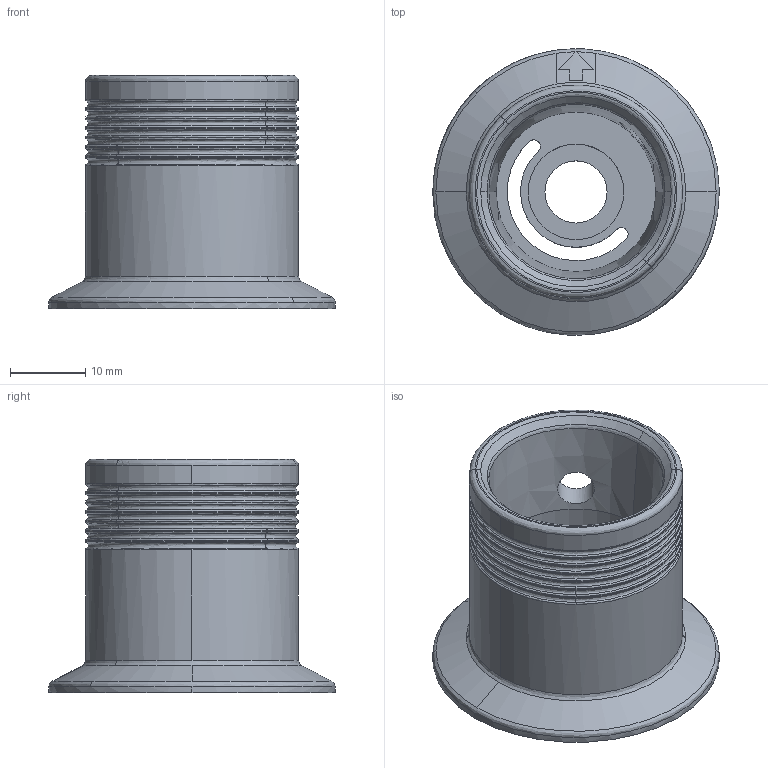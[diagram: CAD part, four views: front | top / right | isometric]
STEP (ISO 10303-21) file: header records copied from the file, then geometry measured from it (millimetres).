
FILE_DESCRIPTION (( 'STEP AP214' ), '1' );
FILE_NAME ('Select JETT Knob.STEP', '2021-01-23T04:28:31', ( '' ), ( '' ), 'SwSTEP 2.0', 'SolidWorks 2019', '' );
FILE_SCHEMA (( 'AUTOMOTIVE_DESIGN' ));
Length unit declared in the file: inch
Products named in the file (1): Select JETT Knob
Bounding box: 38.1 x 38.1 x 30.99 mm (x, y, z)
Volume: 11086.3 mm3; surface area: 7214.2 mm2
Topology: 1 solids, 1 shells, 103 faces, 283 edges, 183 vertices
Faces by surface type: bspline 54, cylinder 36, cone 9, plane 4
Entity records: 4514 total; most frequent: CARTESIAN_POINT 1937, ORIENTED_EDGE 566, DIRECTION 532, EDGE_CURVE 283, AXIS2_PLACEMENT_3D 246, CIRCLE 196, VERTEX_POINT 183, EDGE_LOOP 112
